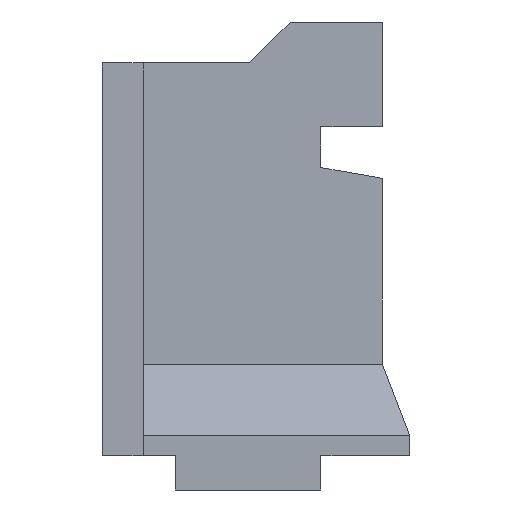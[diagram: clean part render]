
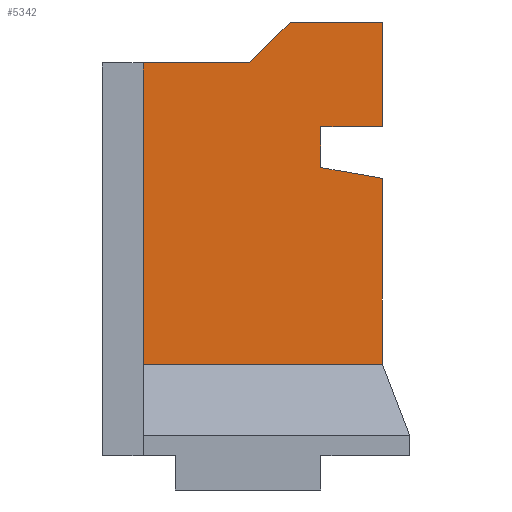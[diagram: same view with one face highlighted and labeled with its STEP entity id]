
A CAD part, left-side view. The second image highlights one B-rep face of the part: STEP entity #5342.
In plain terms, the highlighted planar face has unit normal (-1, 0, 0).
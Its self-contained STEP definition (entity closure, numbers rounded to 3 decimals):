
#131 = VERTEX_POINT ( 'NONE', #1693 ) ;
#192 = EDGE_CURVE ( 'NONE', #131, #193, #1846, .T. ) ;
#193 = VERTEX_POINT ( 'NONE', #1842 ) ;
#1693 = CARTESIAN_POINT ( 'NONE',  ( -16.55, 4.475, 2.825 ) ) ;
#1842 = CARTESIAN_POINT ( 'NONE',  ( -16.55, 2.925, 2.825 ) ) ;
#1843 = DIRECTION ( 'NONE',  ( 0., -1., 0. ) ) ;
#1844 = VECTOR ( 'NONE', #1843, 1000. ) ;
#1845 = CARTESIAN_POINT ( 'NONE',  ( -16.55, 2.925, 2.825 ) ) ;
#1846 = LINE ( 'NONE', #1845, #1844 ) ;
#4131 = DIRECTION ( 'NONE',  ( 0., 0., -1. ) ) ;
#4132 = VECTOR ( 'NONE', #4131, 1000. ) ;
#4133 = CARTESIAN_POINT ( 'NONE',  ( -16.55, 0.975, -0.138 ) ) ;
#4134 = LINE ( 'NONE', #4133, #4132 ) ;
#4135 = DIRECTION ( 'NONE',  ( 0., 0., -1. ) ) ;
#4136 = VECTOR ( 'NONE', #4135, 1000. ) ;
#4137 = CARTESIAN_POINT ( 'NONE',  ( -16.55, 1.875, 1.295 ) ) ;
#4138 = LINE ( 'NONE', #4137, #4136 ) ;
#4176 = CARTESIAN_POINT ( 'NONE',  ( -16.55, 0.975, 1.136 ) ) ;
#4197 = DIRECTION ( 'NONE',  ( 0., 1., 0. ) ) ;
#4198 = VECTOR ( 'NONE', #4197, 1000. ) ;
#4199 = CARTESIAN_POINT ( 'NONE',  ( -16.55, 1.875, 1.895 ) ) ;
#4200 = LINE ( 'NONE', #4199, #4198 ) ;
#4210 = DIRECTION ( 'NONE',  ( 0., -1., 0. ) ) ;
#4211 = VECTOR ( 'NONE', #4210, 1000. ) ;
#4212 = CARTESIAN_POINT ( 'NONE',  ( -16.55, 5.075, 3.425 ) ) ;
#4213 = LINE ( 'NONE', #4212, #4211 ) ;
#4215 = CARTESIAN_POINT ( 'NONE',  ( -16.55, 0.975, 3.425 ) ) ;
#4216 = CARTESIAN_POINT ( 'NONE',  ( -16.55, 1.875, 1.295 ) ) ;
#4217 = DIRECTION ( 'NONE',  ( 0., -1., 0. ) ) ;
#4218 = DIRECTION ( 'NONE',  ( 1., 0., 0. ) ) ;
#4220 = CARTESIAN_POINT ( 'NONE',  ( -16.55, 5.075, -1.586 ) ) ;
#4221 = AXIS2_PLACEMENT_3D ( 'NONE', #4220, #4218, #4217 ) ;
#4222 = PLANE ( 'NONE',  #4221 ) ;
#4223 = FACE_OUTER_BOUND ( 'NONE', #5343, .T. ) ;
#4234 = DIRECTION ( 'NONE',  ( 0., -1., 0. ) ) ;
#4235 = VECTOR ( 'NONE', #4234, 1000. ) ;
#4236 = CARTESIAN_POINT ( 'NONE',  ( -16.55, 5.075, -1.586 ) ) ;
#4237 = LINE ( 'NONE', #4236, #4235 ) ;
#4238 = CARTESIAN_POINT ( 'NONE',  ( -16.55, 4.475, -1.586 ) ) ;
#4239 = DIRECTION ( 'NONE',  ( 0., 0., 1. ) ) ;
#4240 = VECTOR ( 'NONE', #4239, 1000. ) ;
#4241 = CARTESIAN_POINT ( 'NONE',  ( -16.55, 4.475, -1.586 ) ) ;
#4242 = LINE ( 'NONE', #4241, #4240 ) ;
#4256 = DIRECTION ( 'NONE',  ( 0., -0.985, -0.174 ) ) ;
#4257 = VECTOR ( 'NONE', #4256, 1000. ) ;
#4258 = CARTESIAN_POINT ( 'NONE',  ( -16.55, 0.975, 1.136 ) ) ;
#4259 = LINE ( 'NONE', #4258, #4257 ) ;
#4291 = DIRECTION ( 'NONE',  ( 0., 0., -1. ) ) ;
#4292 = VECTOR ( 'NONE', #4291, 1000. ) ;
#4293 = CARTESIAN_POINT ( 'NONE',  ( -16.55, 0.975, 1.895 ) ) ;
#4294 = LINE ( 'NONE', #4293, #4292 ) ;
#4305 = DIRECTION ( 'NONE',  ( 0., -0.707, 0.707 ) ) ;
#4306 = VECTOR ( 'NONE', #4305, 1000. ) ;
#4307 = CARTESIAN_POINT ( 'NONE',  ( -16.55, 2.325, 3.425 ) ) ;
#4308 = LINE ( 'NONE', #4307, #4306 ) ;
#4457 = CARTESIAN_POINT ( 'NONE',  ( -16.55, 0.975, -1.586 ) ) ;
#4590 = CARTESIAN_POINT ( 'NONE',  ( -16.55, 2.325, 3.425 ) ) ;
#4602 = CARTESIAN_POINT ( 'NONE',  ( -16.55, 0.975, 1.895 ) ) ;
#4636 = CARTESIAN_POINT ( 'NONE',  ( -16.55, 1.875, 1.895 ) ) ;
#5267 = EDGE_CURVE ( 'NONE', #5574, #5344, #4138, .T. ) ;
#5272 = EDGE_CURVE ( 'NONE', #5285, #5486, #4134, .T. ) ;
#5285 = VERTEX_POINT ( 'NONE', #4176 ) ;
#5300 = EDGE_CURVE ( 'NONE', #5561, #5345, #4213, .T. ) ;
#5306 = EDGE_CURVE ( 'NONE', #5554, #5574, #4200, .T. ) ;
#5324 = ORIENTED_EDGE ( 'NONE', *, *, #192, .F. ) ;
#5325 = ORIENTED_EDGE ( 'NONE', *, *, #5326, .F. ) ;
#5326 = EDGE_CURVE ( 'NONE', #5327, #131, #4242, .T. ) ;
#5327 = VERTEX_POINT ( 'NONE', #4238 ) ;
#5328 = ORIENTED_EDGE ( 'NONE', *, *, #5329, .T. ) ;
#5329 = EDGE_CURVE ( 'NONE', #5327, #5486, #4237, .T. ) ;
#5330 = ORIENTED_EDGE ( 'NONE', *, *, #5272, .F. ) ;
#5331 = ORIENTED_EDGE ( 'NONE', *, *, #5367, .F. ) ;
#5332 = ORIENTED_EDGE ( 'NONE', *, *, #5267, .F. ) ;
#5333 = ORIENTED_EDGE ( 'NONE', *, *, #5306, .F. ) ;
#5342 = ADVANCED_FACE ( 'NONE', ( #4223 ), #4222, .F. ) ;
#5343 = EDGE_LOOP ( 'NONE', ( #5324, #5325, #5328, #5330, #5331, #5332, #5333, #5628, #5620, #5667 ) ) ;
#5344 = VERTEX_POINT ( 'NONE', #4216 ) ;
#5345 = VERTEX_POINT ( 'NONE', #4215 ) ;
#5367 = EDGE_CURVE ( 'NONE', #5344, #5285, #4259, .T. ) ;
#5371 = EDGE_CURVE ( 'NONE', #193, #5561, #4308, .T. ) ;
#5379 = EDGE_CURVE ( 'NONE', #5345, #5554, #4294, .T. ) ;
#5486 = VERTEX_POINT ( 'NONE', #4457 ) ;
#5554 = VERTEX_POINT ( 'NONE', #4602 ) ;
#5561 = VERTEX_POINT ( 'NONE', #4590 ) ;
#5574 = VERTEX_POINT ( 'NONE', #4636 ) ;
#5620 = ORIENTED_EDGE ( 'NONE', *, *, #5300, .F. ) ;
#5628 = ORIENTED_EDGE ( 'NONE', *, *, #5379, .F. ) ;
#5667 = ORIENTED_EDGE ( 'NONE', *, *, #5371, .F. ) ;
